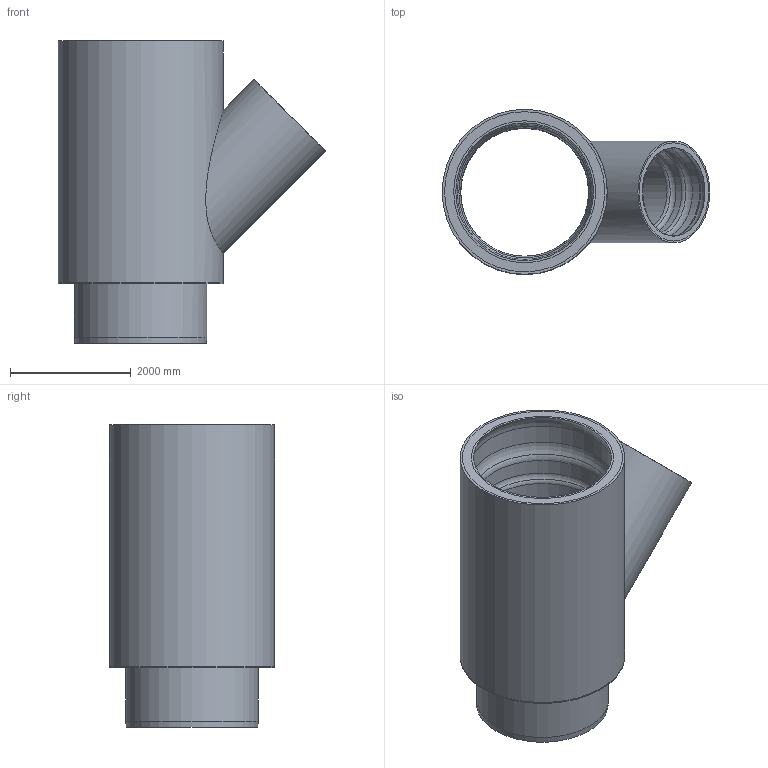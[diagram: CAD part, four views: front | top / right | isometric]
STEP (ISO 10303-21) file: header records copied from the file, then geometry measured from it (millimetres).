
FILE_DESCRIPTION(/* description */ (''),/* implementation_level */ '2;1');
FILE_NAME(/* name */ '58025.GE0X_3D.stp',/* time_stamp */ '2024-12-12T09:48:17+01:00',/* author */ ('CAD'),/* organization */ (''),/* preprocessor_version */ 'ST-DEVELOPER v20',/* originating_system */ 'AutoCAD Mechanical',/* authorisation */ '');
FILE_SCHEMA (('AUTOMOTIVE_DESIGN { 1 0 10303 214 3 1 1 }'));
Length unit declared in the file: centimetre
Products named in the file (4): Product; *S1; *S0; *S2
Assembly tree (3 placements, depth 3):
  Product
    *S1
      *S0
    *S2
Bounding box: 4427.83 x 2730 x 5000 mm (x, y, z)
Volume: 8996472223 mm3; surface area: 234291361.6 mm2
Topology: 7 solids, 7 shells, 79 faces, 298 edges, 315 vertices
Faces by surface type: cylinder 28, plane 22, torus 21, cone 8
Full cylindrical faces by diameter (mm): 1280 x1, 1330 x1, 1430 x1, 1520 x2, 1625 x4, 1683 x1, 2133 x1, 2190 x1, 2191 x2, 2240 x1, 2298 x2, 2410 x1, 2468 x2, 2610 x1, 2650 x4, 2730 x2
Entity records: 4716 total; most frequent: CARTESIAN_POINT 2145, DIRECTION 583, ORIENTED_EDGE 352, AXIS2_PLACEMENT_3D 250, EDGE_CURVE 176, CIRCLE 164, STYLED_ITEM 129, TRIMMED_CURVE 122
